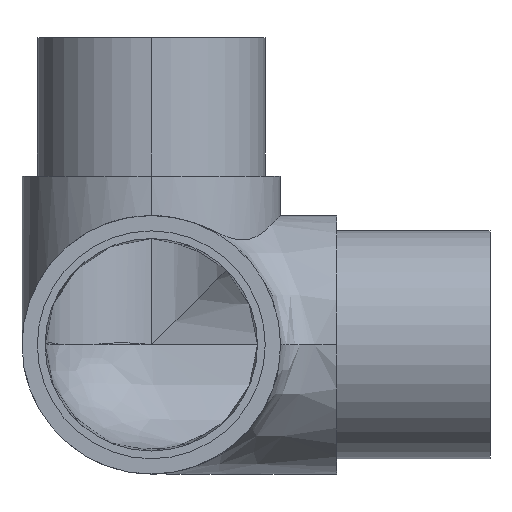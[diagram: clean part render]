
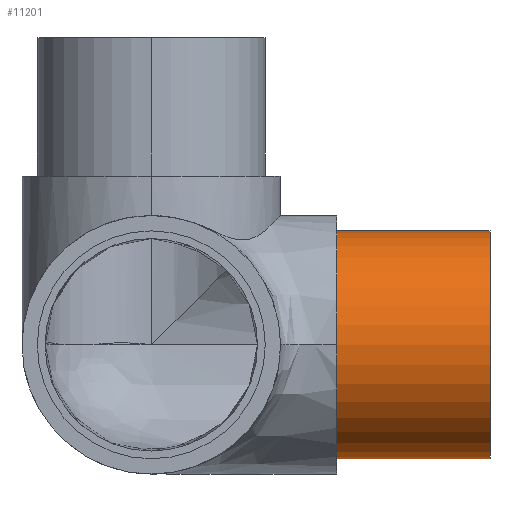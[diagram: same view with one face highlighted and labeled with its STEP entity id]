
A CAD part, left-side view. The second image highlights one B-rep face of the part: STEP entity #11201.
In plain terms, the highlighted cylindrical face has radius 14.85 mm (diameter 29.7 mm), a partial arc.
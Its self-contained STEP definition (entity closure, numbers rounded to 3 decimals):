
#318 = EDGE_CURVE ( 'NONE', #7458, #889, #9352, .T. ) ;
#337 = ORIENTED_EDGE ( 'NONE', *, *, #8688, .T. ) ;
#488 = CARTESIAN_POINT ( 'NONE',  ( 0., 0., 14.85 ) ) ;
#889 = VERTEX_POINT ( 'NONE', #7384 ) ;
#918 = LINE ( 'NONE', #1636, #11424 ) ;
#1414 = AXIS2_PLACEMENT_3D ( 'NONE', #3134, #4160, #2159 ) ;
#1636 = CARTESIAN_POINT ( 'NONE',  ( 0., -20., -14.85 ) ) ;
#1695 = CARTESIAN_POINT ( 'NONE',  ( 0., 0., -14.85 ) ) ;
#1728 = VECTOR ( 'NONE', #5556, 1000. ) ;
#1753 = CARTESIAN_POINT ( 'NONE',  ( 0., -20., 0. ) ) ;
#1762 = DIRECTION ( 'NONE',  ( 0., 0., 1. ) ) ;
#2029 = VERTEX_POINT ( 'NONE', #488 ) ;
#2159 = DIRECTION ( 'NONE',  ( 0., 0., -1. ) ) ;
#2432 = FACE_OUTER_BOUND ( 'NONE', #4418, .T. ) ;
#3134 = CARTESIAN_POINT ( 'NONE',  ( 0., -20., 0. ) ) ;
#3575 = DIRECTION ( 'NONE',  ( 0., 1., 0. ) ) ;
#3584 = DIRECTION ( 'NONE',  ( 0., -1., 0. ) ) ;
#4160 = DIRECTION ( 'NONE',  ( 0., -1., 0. ) ) ;
#4222 = CIRCLE ( 'NONE', #4822, 14.85 ) ;
#4418 = EDGE_LOOP ( 'NONE', ( #9547, #5527, #337, #11008 ) ) ;
#4431 = DIRECTION ( 'NONE',  ( 0., 0., 1. ) ) ;
#4822 = AXIS2_PLACEMENT_3D ( 'NONE', #10074, #3584, #1762 ) ;
#5444 = DIRECTION ( 'NONE',  ( 0., 1., 0. ) ) ;
#5527 = ORIENTED_EDGE ( 'NONE', *, *, #318, .F. ) ;
#5556 = DIRECTION ( 'NONE',  ( 0., 1., 0. ) ) ;
#6200 = LINE ( 'NONE', #10798, #1728 ) ;
#7384 = CARTESIAN_POINT ( 'NONE',  ( 0., -20., -14.85 ) ) ;
#7458 = VERTEX_POINT ( 'NONE', #8099 ) ;
#7955 = EDGE_CURVE ( 'NONE', #2029, #9197, #4222, .T. ) ;
#8099 = CARTESIAN_POINT ( 'NONE',  ( 0., -20., 14.85 ) ) ;
#8688 = EDGE_CURVE ( 'NONE', #7458, #2029, #6200, .T. ) ;
#8708 = EDGE_CURVE ( 'NONE', #889, #9197, #918, .T. ) ;
#9197 = VERTEX_POINT ( 'NONE', #1695 ) ;
#9352 = CIRCLE ( 'NONE', #1414, 14.85 ) ;
#9547 = ORIENTED_EDGE ( 'NONE', *, *, #8708, .F. ) ;
#9830 = CYLINDRICAL_SURFACE ( 'NONE', #10858, 14.85 ) ;
#10074 = CARTESIAN_POINT ( 'NONE',  ( 0., 0., 0. ) ) ;
#10798 = CARTESIAN_POINT ( 'NONE',  ( 0., -20., 14.85 ) ) ;
#10858 = AXIS2_PLACEMENT_3D ( 'NONE', #1753, #5444, #4431 ) ;
#11008 = ORIENTED_EDGE ( 'NONE', *, *, #7955, .T. ) ;
#11201 = ADVANCED_FACE ( 'NONE', ( #2432 ), #9830, .T. ) ;
#11424 = VECTOR ( 'NONE', #3575, 1000. ) ;
